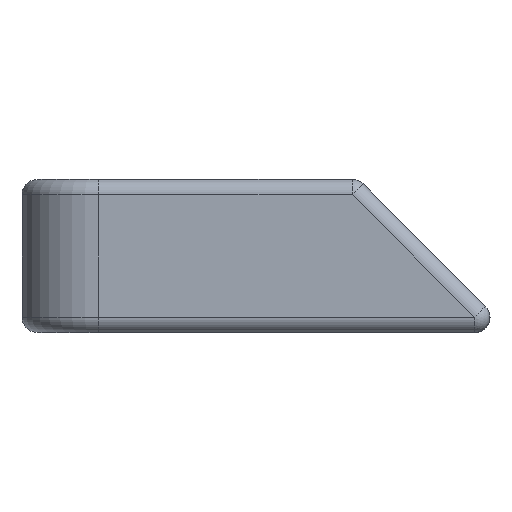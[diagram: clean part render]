
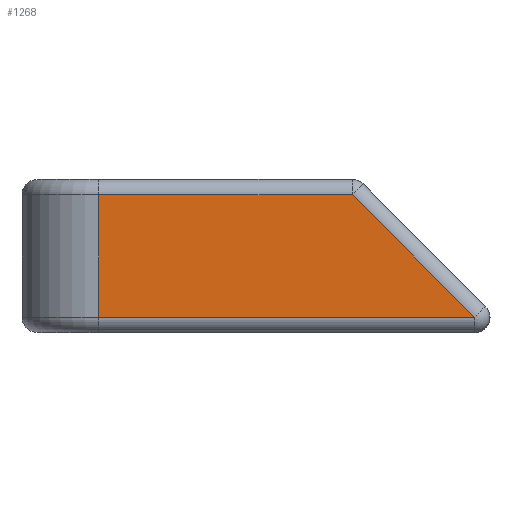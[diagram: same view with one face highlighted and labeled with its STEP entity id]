
A CAD part, left-side view. The second image highlights one B-rep face of the part: STEP entity #1268.
In plain terms, the highlighted planar face has unit normal (-1, 0, 0).
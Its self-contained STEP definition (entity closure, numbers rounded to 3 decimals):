
#31 = VECTOR ( 'NONE', #302, 1000. ) ;
#87 = CARTESIAN_POINT ( 'NONE',  ( -36.9, -1.059, 1.859 ) ) ;
#97 = DIRECTION ( 'NONE',  ( 0., 0.707, 0.707 ) ) ;
#154 = CARTESIAN_POINT ( 'NONE',  ( -36.9, 2.2, 0.2 ) ) ;
#155 = EDGE_CURVE ( 'NONE', #458, #1551, #1240, .T. ) ;
#181 = CARTESIAN_POINT ( 'NONE',  ( -36.9, 2.2, 1.8 ) ) ;
#183 = ORIENTED_EDGE ( 'NONE', *, *, #202, .T. ) ;
#202 = EDGE_CURVE ( 'NONE', #1551, #974, #1567, .T. ) ;
#227 = DIRECTION ( 'NONE',  ( 0., 1., 0. ) ) ;
#233 = VECTOR ( 'NONE', #97, 1000. ) ;
#301 = CARTESIAN_POINT ( 'NONE',  ( -36.9, -1.117, 1.8 ) ) ;
#302 = DIRECTION ( 'NONE',  ( 0., -1., 0. ) ) ;
#357 = CARTESIAN_POINT ( 'NONE',  ( -36.9, 0., 0. ) ) ;
#443 = CARTESIAN_POINT ( 'NONE',  ( -36.9, -3.2, 0.2 ) ) ;
#458 = VERTEX_POINT ( 'NONE', #301 ) ;
#494 = EDGE_LOOP ( 'NONE', ( #599, #183, #501, #1317 ) ) ;
#501 = ORIENTED_EDGE ( 'NONE', *, *, #1555, .T. ) ;
#599 = ORIENTED_EDGE ( 'NONE', *, *, #155, .T. ) ;
#607 = CARTESIAN_POINT ( 'NONE',  ( -36.9, -2.717, 0.2 ) ) ;
#609 = DIRECTION ( 'NONE',  ( 0., 0., 1. ) ) ;
#958 = DIRECTION ( 'NONE',  ( -1., 0., 0. ) ) ;
#974 = VERTEX_POINT ( 'NONE', #154 ) ;
#982 = CARTESIAN_POINT ( 'NONE',  ( -36.9, 2.2, 0.2 ) ) ;
#1083 = LINE ( 'NONE', #87, #233 ) ;
#1186 = VECTOR ( 'NONE', #1470, 1000. ) ;
#1204 = FACE_OUTER_BOUND ( 'NONE', #494, .T. ) ;
#1206 = EDGE_CURVE ( 'NONE', #1296, #458, #1083, .T. ) ;
#1240 = LINE ( 'NONE', #1569, #1261 ) ;
#1261 = VECTOR ( 'NONE', #227, 1000. ) ;
#1268 = ADVANCED_FACE ( 'NONE', ( #1204 ), #1471, .T. ) ;
#1296 = VERTEX_POINT ( 'NONE', #607 ) ;
#1317 = ORIENTED_EDGE ( 'NONE', *, *, #1206, .T. ) ;
#1363 = LINE ( 'NONE', #443, #31 ) ;
#1470 = DIRECTION ( 'NONE',  ( 0., 0., -1. ) ) ;
#1471 = PLANE ( 'NONE',  #1473 ) ;
#1473 = AXIS2_PLACEMENT_3D ( 'NONE', #357, #958, #609 ) ;
#1551 = VERTEX_POINT ( 'NONE', #181 ) ;
#1555 = EDGE_CURVE ( 'NONE', #974, #1296, #1363, .T. ) ;
#1567 = LINE ( 'NONE', #982, #1186 ) ;
#1569 = CARTESIAN_POINT ( 'NONE',  ( -36.9, 3.2, 1.8 ) ) ;
